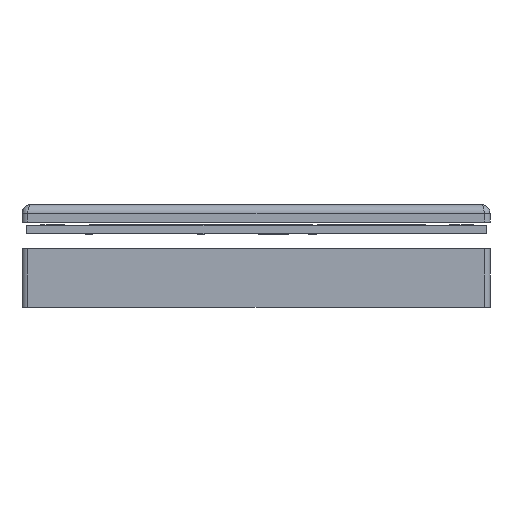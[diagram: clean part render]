
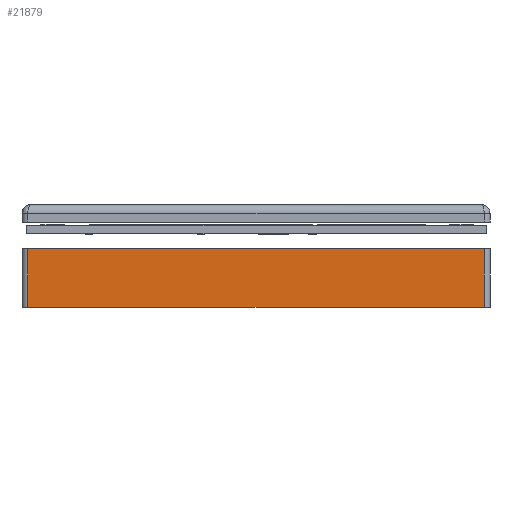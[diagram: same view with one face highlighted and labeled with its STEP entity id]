
A CAD part, front view. The second image highlights one B-rep face of the part: STEP entity #21879.
In plain terms, the highlighted planar face has unit normal (0, -1, 0).
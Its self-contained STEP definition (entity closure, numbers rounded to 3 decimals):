
#1646=FACE_OUTER_BOUND('',#2253,.T.);
#2253=EDGE_LOOP('',(#17410,#17411,#17412,#17413));
#2949=LINE('',#29126,#5548);
#3214=LINE('',#32602,#5813);
#3222=LINE('',#32631,#5821);
#3223=LINE('',#32633,#5822);
#5548=VECTOR('',#23729,10.);
#5813=VECTOR('',#24118,10.);
#5821=VECTOR('',#24156,10.);
#5822=VECTOR('',#24159,10.);
#9079=VERTEX_POINT('',#29123);
#9080=VERTEX_POINT('',#29125);
#9448=VERTEX_POINT('',#32599);
#9449=VERTEX_POINT('',#32601);
#12440=EDGE_CURVE('',#9080,#9079,#2949,.T.);
#12993=EDGE_CURVE('',#9448,#9449,#3214,.T.);
#13007=EDGE_CURVE('',#9080,#9448,#3222,.T.);
#13008=EDGE_CURVE('',#9449,#9079,#3223,.T.);
#17410=ORIENTED_EDGE('',*,*,#12440,.T.);
#17411=ORIENTED_EDGE('',*,*,#13008,.F.);
#17412=ORIENTED_EDGE('',*,*,#12993,.F.);
#17413=ORIENTED_EDGE('',*,*,#13007,.F.);
#21451=PLANE('',#22404);
#21879=ADVANCED_FACE('',(#1646),#21451,.T.);
#22404=AXIS2_PLACEMENT_3D('',#32650,#24180,#24181);
#23729=DIRECTION('',(-1.,0.,0.));
#24118=DIRECTION('',(-1.,0.,0.));
#24156=DIRECTION('',(0.,0.,-1.));
#24159=DIRECTION('',(0.,0.,1.));
#24180=DIRECTION('center_axis',(0.,-1.,0.));
#24181=DIRECTION('ref_axis',(1.,0.,0.));
#29123=CARTESIAN_POINT('',(1.,-86.,10.));
#29125=CARTESIAN_POINT('',(78.6,-86.,10.));
#29126=CARTESIAN_POINT('',(2.5,-86.,10.));
#32599=CARTESIAN_POINT('',(78.6,-86.,0.));
#32601=CARTESIAN_POINT('',(1.,-86.,0.));
#32602=CARTESIAN_POINT('',(79.6,-86.,0.));
#32631=CARTESIAN_POINT('',(78.6,-86.,0.));
#32633=CARTESIAN_POINT('',(1.,-86.,0.));
#32650=CARTESIAN_POINT('Origin',(0.,-86.,0.));
